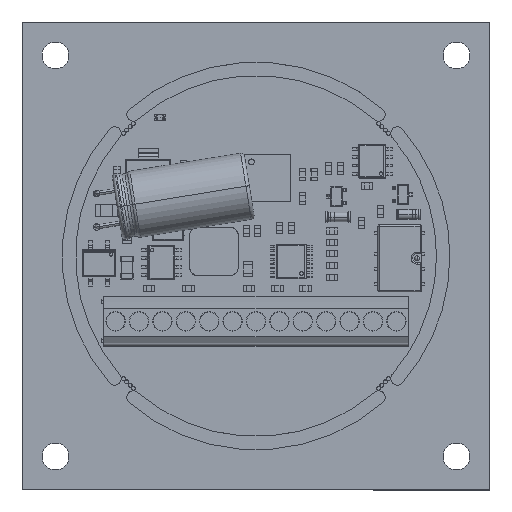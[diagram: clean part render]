
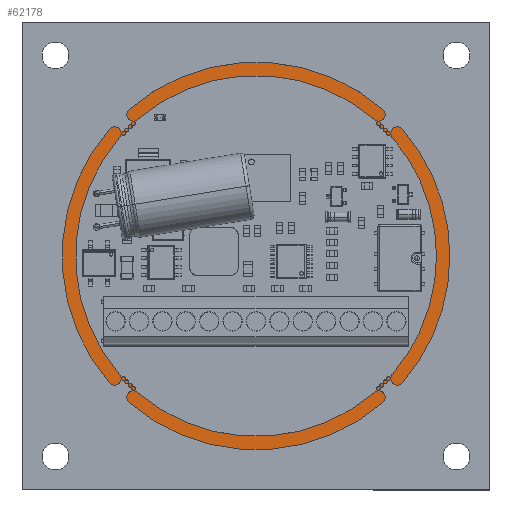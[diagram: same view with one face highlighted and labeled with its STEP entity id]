
A CAD part, top view. The second image highlights one B-rep face of the part: STEP entity #62178.
In plain terms, the highlighted face is planar.
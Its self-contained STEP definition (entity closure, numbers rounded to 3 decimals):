
#1069 = CARTESIAN_POINT ( 'NONE',  ( 30., 4.1, 27. ) ) ;
#1131 = VERTEX_POINT ( 'NONE', #60012 ) ;
#2940 = LINE ( 'NONE', #136165, #46959 ) ;
#4393 = FACE_BOUND ( 'NONE', #41384, .T. ) ;
#4433 = DIRECTION ( 'NONE',  ( 0., 1., 0. ) ) ;
#4495 = DIRECTION ( 'NONE',  ( 0., 0., 1. ) ) ;
#4967 = EDGE_CURVE ( 'NONE', #37677, #52041, #18067, .T. ) ;
#6282 = EDGE_LOOP ( 'NONE', ( #142793, #132233 ) ) ;
#6686 = AXIS2_PLACEMENT_3D ( 'NONE', #14697, #111860, #165293 ) ;
#8566 = CARTESIAN_POINT ( 'NONE',  ( 30., 4.1, 33. ) ) ;
#11138 = AXIS2_PLACEMENT_3D ( 'NONE', #166632, #84358, #137765 ) ;
#12819 = DIRECTION ( 'NONE',  ( 0., 1., 0. ) ) ;
#14697 = CARTESIAN_POINT ( 'NONE',  ( 30., 4.1, 30. ) ) ;
#16744 = FACE_BOUND ( 'NONE', #45465, .T. ) ;
#17376 = CARTESIAN_POINT ( 'NONE',  ( -30., 4.1, 27. ) ) ;
#17965 = CARTESIAN_POINT ( 'NONE',  ( -35., 4.1, -35. ) ) ;
#18067 = LINE ( 'NONE', #55742, #163834 ) ;
#19465 = ORIENTED_EDGE ( 'NONE', *, *, #139007, .F. ) ;
#21398 = EDGE_CURVE ( 'NONE', #145888, #85162, #24811, .T. ) ;
#21926 = DIRECTION ( 'NONE',  ( 0., 1., 0. ) ) ;
#24811 = CIRCLE ( 'NONE', #161845, 3. ) ;
#27527 = DIRECTION ( 'NONE',  ( 1., 0., 0. ) ) ;
#29247 = VERTEX_POINT ( 'NONE', #53810 ) ;
#29955 = ORIENTED_EDGE ( 'NONE', *, *, #4967, .T. ) ;
#31689 = VECTOR ( 'NONE', #71408, 1000. ) ;
#33550 = AXIS2_PLACEMENT_3D ( 'NONE', #150003, #138608, #4495 ) ;
#35756 = ORIENTED_EDGE ( 'NONE', *, *, #81095, .F. ) ;
#37677 = VERTEX_POINT ( 'NONE', #76064 ) ;
#39419 = DIRECTION ( 'NONE',  ( 0., 0., 1. ) ) ;
#41384 = EDGE_LOOP ( 'NONE', ( #35756, #93128 ) ) ;
#44391 = DIRECTION ( 'NONE',  ( 0., 0., -1. ) ) ;
#45465 = EDGE_LOOP ( 'NONE', ( #110792, #19465 ) ) ;
#45990 = DIRECTION ( 'NONE',  ( -1., 0., 0. ) ) ;
#46959 = VECTOR ( 'NONE', #27527, 1000. ) ;
#47363 = CARTESIAN_POINT ( 'NONE',  ( 0., 4.1, 0. ) ) ;
#49747 = VERTEX_POINT ( 'NONE', #164819 ) ;
#52041 = VERTEX_POINT ( 'NONE', #62281 ) ;
#53269 = ORIENTED_EDGE ( 'NONE', *, *, #112717, .T. ) ;
#53810 = CARTESIAN_POINT ( 'NONE',  ( -30., 4.1, 33. ) ) ;
#54853 = CARTESIAN_POINT ( 'NONE',  ( -35., 4.1, -35. ) ) ;
#55742 = CARTESIAN_POINT ( 'NONE',  ( 35., 4.1, 35. ) ) ;
#57029 = PLANE ( 'NONE',  #86465 ) ;
#57937 = DIRECTION ( 'NONE',  ( 0., 0., 1. ) ) ;
#60012 = CARTESIAN_POINT ( 'NONE',  ( -30., 4.1, -27. ) ) ;
#62178 = ADVANCED_FACE ( 'NONE', ( #4393, #83379, #136734, #16744, #123655 ), #57029, .T. ) ;
#62247 = DIRECTION ( 'NONE',  ( 0., 1., 0. ) ) ;
#62281 = CARTESIAN_POINT ( 'NONE',  ( 35., 4.1, -35. ) ) ;
#62292 = CARTESIAN_POINT ( 'NONE',  ( 30., 4.1, 30. ) ) ;
#63154 = DIRECTION ( 'NONE',  ( 0., 0., 1. ) ) ;
#65975 = EDGE_CURVE ( 'NONE', #75127, #101541, #124175, .T. ) ;
#69703 = AXIS2_PLACEMENT_3D ( 'NONE', #124589, #4433, #57937 ) ;
#70526 = CARTESIAN_POINT ( 'NONE',  ( -30., 4.1, -33. ) ) ;
#71408 = DIRECTION ( 'NONE',  ( 0., 0., 1. ) ) ;
#75127 = VERTEX_POINT ( 'NONE', #8566 ) ;
#76064 = CARTESIAN_POINT ( 'NONE',  ( 35., 4.1, 35. ) ) ;
#78130 = ORIENTED_EDGE ( 'NONE', *, *, #82670, .T. ) ;
#81095 = EDGE_CURVE ( 'NONE', #93302, #29247, #94014, .T. ) ;
#82670 = EDGE_CURVE ( 'NONE', #49747, #37677, #2940, .T. ) ;
#83379 = FACE_BOUND ( 'NONE', #112390, .T. ) ;
#83725 = LINE ( 'NONE', #17965, #31689 ) ;
#84358 = DIRECTION ( 'NONE',  ( 0., 1., 0. ) ) ;
#85162 = VERTEX_POINT ( 'NONE', #92403 ) ;
#86167 = EDGE_CURVE ( 'NONE', #29247, #93302, #86718, .T. ) ;
#86465 = AXIS2_PLACEMENT_3D ( 'NONE', #47363, #62247, #141945 ) ;
#86540 = CARTESIAN_POINT ( 'NONE',  ( -30., 4.1, -30. ) ) ;
#86718 = CIRCLE ( 'NONE', #11138, 3. ) ;
#92403 = CARTESIAN_POINT ( 'NONE',  ( 30., 4.1, -33. ) ) ;
#93128 = ORIENTED_EDGE ( 'NONE', *, *, #86167, .F. ) ;
#93302 = VERTEX_POINT ( 'NONE', #17376 ) ;
#94014 = CIRCLE ( 'NONE', #116374, 3. ) ;
#95336 = EDGE_CURVE ( 'NONE', #85162, #145888, #109078, .T. ) ;
#96184 = VECTOR ( 'NONE', #45990, 1000. ) ;
#99678 = ORIENTED_EDGE ( 'NONE', *, *, #107017, .T. ) ;
#101392 = DIRECTION ( 'NONE',  ( 0., 1., 0. ) ) ;
#101541 = VERTEX_POINT ( 'NONE', #1069 ) ;
#103071 = ORIENTED_EDGE ( 'NONE', *, *, #137363, .F. ) ;
#104884 = DIRECTION ( 'NONE',  ( 0., 0., 1. ) ) ;
#106941 = DIRECTION ( 'NONE',  ( 0., 1., 0. ) ) ;
#107017 = EDGE_CURVE ( 'NONE', #52041, #134844, #135340, .T. ) ;
#109078 = CIRCLE ( 'NONE', #33550, 3. ) ;
#110792 = ORIENTED_EDGE ( 'NONE', *, *, #162905, .F. ) ;
#111860 = DIRECTION ( 'NONE',  ( 0., 1., 0. ) ) ;
#112390 = EDGE_LOOP ( 'NONE', ( #103071, #159895 ) ) ;
#112717 = EDGE_CURVE ( 'NONE', #134844, #49747, #83725, .T. ) ;
#116374 = AXIS2_PLACEMENT_3D ( 'NONE', #118349, #106941, #39419 ) ;
#118349 = CARTESIAN_POINT ( 'NONE',  ( -30., 4.1, 30. ) ) ;
#123655 = FACE_OUTER_BOUND ( 'NONE', #127996, .T. ) ;
#124175 = CIRCLE ( 'NONE', #6686, 3. ) ;
#124589 = CARTESIAN_POINT ( 'NONE',  ( -30., 4.1, -30. ) ) ;
#125149 = VERTEX_POINT ( 'NONE', #70526 ) ;
#125714 = CIRCLE ( 'NONE', #69703, 3. ) ;
#127996 = EDGE_LOOP ( 'NONE', ( #99678, #53269, #78130, #29955 ) ) ;
#131317 = CIRCLE ( 'NONE', #153617, 3. ) ;
#132233 = ORIENTED_EDGE ( 'NONE', *, *, #21398, .F. ) ;
#134844 = VERTEX_POINT ( 'NONE', #54853 ) ;
#135340 = LINE ( 'NONE', #153616, #96184 ) ;
#136165 = CARTESIAN_POINT ( 'NONE',  ( -35., 4.1, 35. ) ) ;
#136734 = FACE_BOUND ( 'NONE', #6282, .T. ) ;
#137363 = EDGE_CURVE ( 'NONE', #101541, #75127, #150379, .T. ) ;
#137765 = DIRECTION ( 'NONE',  ( 0., 0., 1. ) ) ;
#138608 = DIRECTION ( 'NONE',  ( 0., 1., 0. ) ) ;
#139007 = EDGE_CURVE ( 'NONE', #1131, #125149, #131317, .T. ) ;
#141945 = DIRECTION ( 'NONE',  ( 0., 0., 1. ) ) ;
#142793 = ORIENTED_EDGE ( 'NONE', *, *, #95336, .F. ) ;
#144801 = AXIS2_PLACEMENT_3D ( 'NONE', #62292, #21926, #63154 ) ;
#145888 = VERTEX_POINT ( 'NONE', #151491 ) ;
#150003 = CARTESIAN_POINT ( 'NONE',  ( 30., 4.1, -30. ) ) ;
#150379 = CIRCLE ( 'NONE', #144801, 3. ) ;
#151491 = CARTESIAN_POINT ( 'NONE',  ( 30., 4.1, -27. ) ) ;
#153616 = CARTESIAN_POINT ( 'NONE',  ( 35., 4.1, -35. ) ) ;
#153617 = AXIS2_PLACEMENT_3D ( 'NONE', #86540, #101392, #166207 ) ;
#159895 = ORIENTED_EDGE ( 'NONE', *, *, #65975, .F. ) ;
#161845 = AXIS2_PLACEMENT_3D ( 'NONE', #173130, #12819, #104884 ) ;
#162905 = EDGE_CURVE ( 'NONE', #125149, #1131, #125714, .T. ) ;
#163834 = VECTOR ( 'NONE', #44391, 1000. ) ;
#164819 = CARTESIAN_POINT ( 'NONE',  ( -35., 4.1, 35. ) ) ;
#165293 = DIRECTION ( 'NONE',  ( 0., 0., 1. ) ) ;
#166207 = DIRECTION ( 'NONE',  ( 0., 0., 1. ) ) ;
#166632 = CARTESIAN_POINT ( 'NONE',  ( -30., 4.1, 30. ) ) ;
#173130 = CARTESIAN_POINT ( 'NONE',  ( 30., 4.1, -30. ) ) ;
